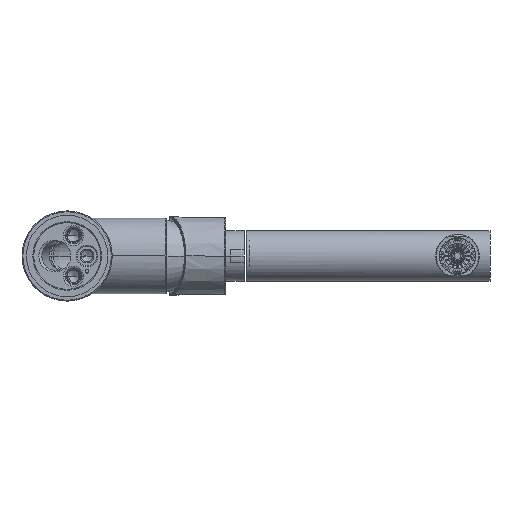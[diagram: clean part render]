
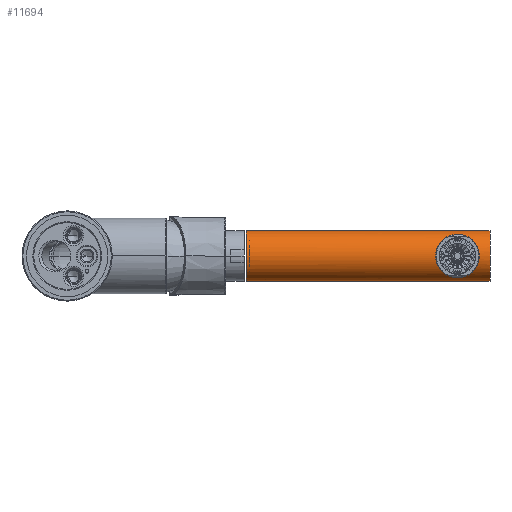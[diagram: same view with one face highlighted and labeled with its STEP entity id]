
A CAD part, front view. The second image highlights one B-rep face of the part: STEP entity #11694.
In plain terms, the highlighted cylindrical face has radius 13.95 mm (diameter 27.9 mm), a partial arc.
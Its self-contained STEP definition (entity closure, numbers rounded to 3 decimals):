
#10866=CARTESIAN_POINT('',(0.,0.,-135.));
#10867=DIRECTION('',(0.,0.,1.));
#10868=DIRECTION('',(1.,0.,0.));
#10869=AXIS2_PLACEMENT_3D('',#10866,#10867,#10868);
#10886=DIRECTION('',(0.,0.,-1.));
#10887=VECTOR('',#10886,135.);
#10888=CARTESIAN_POINT('',(-13.95,0.,0.));
#10889=LINE('',#10888,#10887);
#10890=CARTESIAN_POINT('',(0.,13.95,-5.9));
#10891=CARTESIAN_POINT('',(0.321,13.95,-5.9));
#10892=CARTESIAN_POINT('',(0.966,13.928,
-5.926));
#10893=CARTESIAN_POINT('',(1.931,13.827,
-6.042));
#10894=CARTESIAN_POINT('',(2.9,13.657,
-6.239));
#10895=CARTESIAN_POINT('',(3.868,13.416,
-6.52));
#10896=CARTESIAN_POINT('',(4.835,13.099,
-6.892));
#10897=CARTESIAN_POINT('',(5.797,12.703,
-7.36));
#10898=CARTESIAN_POINT('',(6.749,12.225,
-7.936));
#10899=CARTESIAN_POINT('',(7.677,11.665,
-8.623));
#10900=CARTESIAN_POINT('',(8.569,11.026,
-9.428));
#10901=CARTESIAN_POINT('',(9.407,10.32,
-10.354));
#10902=CARTESIAN_POINT('',(10.158,9.579,
-11.386));
#10903=CARTESIAN_POINT('',(10.77,8.88,
-12.442));
#10904=CARTESIAN_POINT('',(11.238,8.274,
-13.473));
#10905=CARTESIAN_POINT('',(11.574,7.793,
-14.428));
#10906=CARTESIAN_POINT('',(11.807,7.432,
-15.308));
#10907=CARTESIAN_POINT('',(11.963,7.178,
-16.124));
#10908=CARTESIAN_POINT('',(12.057,7.017,
-16.891));
#10909=CARTESIAN_POINT('',(12.101,6.94,
-17.622));
#10910=CARTESIAN_POINT('',(12.102,6.938,
-18.349));
#10911=CARTESIAN_POINT('',(12.059,7.013,
-19.084));
#10912=CARTESIAN_POINT('',(11.968,7.169,
-19.841));
#10913=CARTESIAN_POINT('',(11.816,7.418,
-20.655));
#10914=CARTESIAN_POINT('',(11.584,7.778,
-21.539));
#10915=CARTESIAN_POINT('',(11.247,8.261,
-22.505));
#10916=CARTESIAN_POINT('',(10.777,8.872,
-23.545));
#10917=CARTESIAN_POINT('',(10.161,9.576,
-24.611));
#10918=CARTESIAN_POINT('',(9.408,10.319,
-25.645));
#10919=CARTESIAN_POINT('',(8.572,11.024,
-26.569));
#10920=CARTESIAN_POINT('',(7.679,11.663,
-27.376));
#10921=CARTESIAN_POINT('',(6.75,12.224,
-28.064));
#10922=CARTESIAN_POINT('',(5.8,12.702,
-28.638));
#10923=CARTESIAN_POINT('',(4.837,13.098,
-29.108));
#10924=CARTESIAN_POINT('',(3.87,13.415,
-29.479));
#10925=CARTESIAN_POINT('',(2.901,13.657,
-29.761));
#10926=CARTESIAN_POINT('',(1.932,13.827,
-29.958));
#10927=CARTESIAN_POINT('',(0.966,13.928,
-30.074));
#10928=CARTESIAN_POINT('',(0.321,13.95,-30.1));
#10929=CARTESIAN_POINT('',(0.,13.95,-30.1));
#10931=DIRECTION('',(0.,0.,-1.));
#10932=VECTOR('',#10931,135.);
#10933=CARTESIAN_POINT('',(13.95,0.,0.));
#10934=LINE('',#10933,#10932);
#10940=CARTESIAN_POINT('',(0.,0.,0.));
#10941=DIRECTION('',(0.,0.,-1.));
#10942=DIRECTION('',(-1.,0.,0.));
#10943=AXIS2_PLACEMENT_3D('',#10940,#10941,#10942);
#10945=CARTESIAN_POINT('',(0.,13.95,-5.9));
#10946=CARTESIAN_POINT('',(-0.321,13.95,-5.9));
#10947=CARTESIAN_POINT('',(-0.966,13.928,
-5.926));
#10948=CARTESIAN_POINT('',(-1.932,13.827,
-6.042));
#10949=CARTESIAN_POINT('',(-2.9,13.657,
-6.239));
#10950=CARTESIAN_POINT('',(-3.869,13.415,
-6.52));
#10951=CARTESIAN_POINT('',(-4.836,13.098,
-6.892));
#10952=CARTESIAN_POINT('',(-5.798,12.703,
-7.361));
#10953=CARTESIAN_POINT('',(-6.749,12.224,
-7.936));
#10954=CARTESIAN_POINT('',(-7.678,11.664,
-8.623));
#10955=CARTESIAN_POINT('',(-8.57,11.026,
-9.429));
#10956=CARTESIAN_POINT('',(-9.407,10.32,
-10.354));
#10957=CARTESIAN_POINT('',(-10.159,9.577,
-11.387));
#10958=CARTESIAN_POINT('',(-10.771,8.879,
-12.444));
#10959=CARTESIAN_POINT('',(-11.238,8.274,
-13.473));
#10960=CARTESIAN_POINT('',(-11.573,7.794,
-14.426));
#10961=CARTESIAN_POINT('',(-11.806,7.434,
-15.304));
#10962=CARTESIAN_POINT('',(-11.962,7.179,
-16.118));
#10963=CARTESIAN_POINT('',(-12.056,7.018,
-16.887));
#10964=CARTESIAN_POINT('',(-12.101,6.94,
-17.618));
#10965=CARTESIAN_POINT('',(-12.102,6.938,
-18.344));
#10966=CARTESIAN_POINT('',(-12.059,7.013,
-19.079));
#10967=CARTESIAN_POINT('',(-11.969,7.167,
-19.836));
#10968=CARTESIAN_POINT('',(-11.817,7.416,
-20.648));
#10969=CARTESIAN_POINT('',(-11.586,7.775,
-21.533));
#10970=CARTESIAN_POINT('',(-11.249,8.259,
-22.502));
#10971=CARTESIAN_POINT('',(-10.778,8.871,
-23.543));
#10972=CARTESIAN_POINT('',(-10.161,9.575,
-24.61));
#10973=CARTESIAN_POINT('',(-9.409,10.318,
-25.643));
#10974=CARTESIAN_POINT('',(-8.573,11.023,
-26.569));
#10975=CARTESIAN_POINT('',(-7.68,11.663,
-27.375));
#10976=CARTESIAN_POINT('',(-6.751,12.224,
-28.063));
#10977=CARTESIAN_POINT('',(-5.801,12.701,
-28.638));
#10978=CARTESIAN_POINT('',(-4.837,13.098,
-29.108));
#10979=CARTESIAN_POINT('',(-3.871,13.415,
-29.479));
#10980=CARTESIAN_POINT('',(-2.901,13.657,
-29.761));
#10981=CARTESIAN_POINT('',(-1.932,13.827,
-29.958));
#10982=CARTESIAN_POINT('',(-0.966,13.928,
-30.074));
#10983=CARTESIAN_POINT('',(-0.321,13.95,-30.1));
#10984=CARTESIAN_POINT('',(0.,13.95,-30.1));
#11529=CARTESIAN_POINT('',(13.95,0.,-135.));
#11530=CARTESIAN_POINT('',(-13.95,0.,-135.));
#11531=VERTEX_POINT('',#11529);
#11532=VERTEX_POINT('',#11530);
#11537=CARTESIAN_POINT('',(-13.95,0.,0.));
#11538=VERTEX_POINT('',#11537);
#11539=CARTESIAN_POINT('',(13.95,0.,0.));
#11540=VERTEX_POINT('',#11539);
#11541=VERTEX_POINT('',#10945);
#11542=VERTEX_POINT('',#10984);
#11674=CARTESIAN_POINT('',(0.,0.,6.75));
#11675=DIRECTION('',(0.,0.,-1.));
#11676=DIRECTION('',(1.,0.,0.));
#11677=AXIS2_PLACEMENT_3D('',#11674,#11675,#11676);
#11678=CYLINDRICAL_SURFACE('',#11677,13.95);
#11680=ORIENTED_EDGE('',*,*,#11679,.T.);
#11681=ORIENTED_EDGE('',*,*,#11661,.F.);
#11683=ORIENTED_EDGE('',*,*,#11682,.F.);
#11685=ORIENTED_EDGE('',*,*,#11684,.F.);
#11686=EDGE_LOOP('',(#11680,#11681,#11683,#11685));
#11687=FACE_OUTER_BOUND('',#11686,.F.);
#11689=ORIENTED_EDGE('',*,*,#11688,.F.);
#11691=ORIENTED_EDGE('',*,*,#11690,.T.);
#11692=EDGE_LOOP('',(#11689,#11691));
#11693=FACE_BOUND('',#11692,.F.);
#11694=ADVANCED_FACE('',(#11687,#11693),#11678,.T.);
#10870=CIRCLE('',#10869,13.95);
#10930=B_SPLINE_CURVE_WITH_KNOTS('',3,(#10890,#10891,#10892,#10893,#10894,
#10895,#10896,#10897,#10898,#10899,#10900,#10901,#10902,#10903,#10904,#10905,
#10906,#10907,#10908,#10909,#10910,#10911,#10912,#10913,#10914,#10915,#10916,
#10917,#10918,#10919,#10920,#10921,#10922,#10923,#10924,#10925,#10926,#10927,
#10928,#10929),.UNSPECIFIED.,.F.,.F.,(4,1,1,1,1,1,1,1,1,1,1,1,1,1,1,1,1,1,1,1,1,
1,1,1,1,1,1,1,1,1,1,1,1,1,1,1,1,4),(0.,0.027,0.054,
0.081,0.108,0.135,0.162,
0.189,0.216,0.243,0.27,
0.297,0.324,0.351,0.378,
0.405,0.432,0.459,0.486,
0.514,0.541,0.568,0.595,
0.622,0.649,0.676,0.703,
0.73,0.757,0.784,0.811,
0.838,0.865,0.892,0.919,
0.946,0.973,1.),.UNSPECIFIED.);
#10944=CIRCLE('',#10943,13.95);
#10985=B_SPLINE_CURVE_WITH_KNOTS('',3,(#10945,#10946,#10947,#10948,#10949,
#10950,#10951,#10952,#10953,#10954,#10955,#10956,#10957,#10958,#10959,#10960,
#10961,#10962,#10963,#10964,#10965,#10966,#10967,#10968,#10969,#10970,#10971,
#10972,#10973,#10974,#10975,#10976,#10977,#10978,#10979,#10980,#10981,#10982,
#10983,#10984),.UNSPECIFIED.,.F.,.F.,(4,1,1,1,1,1,1,1,1,1,1,1,1,1,1,1,1,1,1,1,1,
1,1,1,1,1,1,1,1,1,1,1,1,1,1,1,1,4),(0.,0.027,0.054,
0.081,0.108,0.135,0.162,
0.189,0.216,0.243,0.27,
0.297,0.324,0.351,0.378,
0.405,0.432,0.459,0.486,
0.514,0.541,0.568,0.595,
0.622,0.649,0.676,0.703,
0.73,0.757,0.784,0.811,
0.838,0.865,0.892,0.919,
0.946,0.973,1.),.UNSPECIFIED.);
#11661=EDGE_CURVE('',#11531,#11532,#10870,.T.);
#11679=EDGE_CURVE('',#11538,#11532,#10889,.T.);
#11682=EDGE_CURVE('',#11540,#11531,#10934,.T.);
#11684=EDGE_CURVE('',#11538,#11540,#10944,.T.);
#11688=EDGE_CURVE('',#11541,#11542,#10985,.T.);
#11690=EDGE_CURVE('',#11541,#11542,#10930,.T.);
